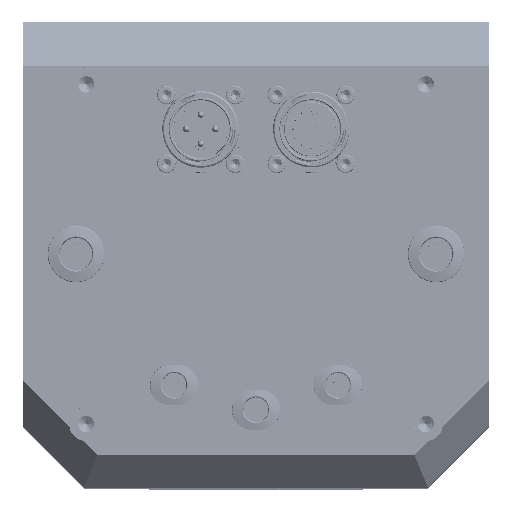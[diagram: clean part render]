
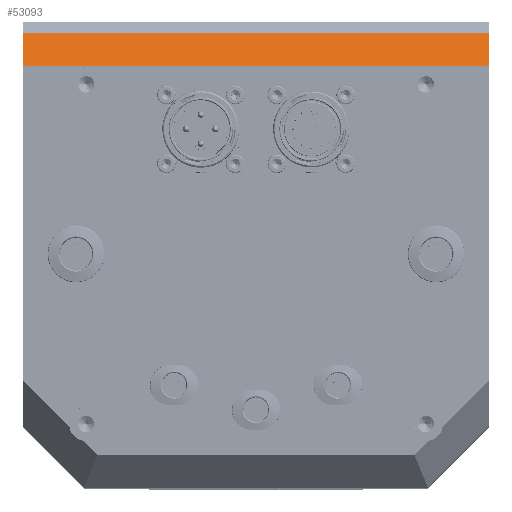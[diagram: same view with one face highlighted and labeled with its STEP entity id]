
A CAD part, top view. The second image highlights one B-rep face of the part: STEP entity #53093.
In plain terms, the highlighted free-form (B-spline) face has degree [1, 1] with [2, 2] control points.
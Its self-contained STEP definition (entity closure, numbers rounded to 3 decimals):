
#50458 = VERTEX_POINT('',#50459);
#50459 = CARTESIAN_POINT('',(79.964,64.532,
    505.034));
#50464 = EDGE_CURVE('',#50458,#50465,#50467,.T.);
#50465 = VERTEX_POINT('',#50466);
#50466 = CARTESIAN_POINT('',(-79.964,64.532,
    505.034));
#50467 = B_SPLINE_CURVE_WITH_KNOTS('',1,(#50468,#50469),.UNSPECIFIED.,
  .F.,.F.,(2,2),(-114.,0.),.PIECEWISE_BEZIER_KNOTS.);
#50468 = CARTESIAN_POINT('',(79.964,64.532,
    505.034));
#50469 = CARTESIAN_POINT('',(-79.964,64.532,
    505.034));
#51526 = VERTEX_POINT('',#51527);
#51527 = CARTESIAN_POINT('',(79.964,75.755,
    493.811));
#51534 = EDGE_CURVE('',#51526,#50458,#51535,.T.);
#51535 = B_SPLINE_CURVE_WITH_KNOTS('',1,(#51536,#51537),.UNSPECIFIED.,
  .F.,.F.,(2,2),(-11.314,0.),
  .PIECEWISE_BEZIER_KNOTS.);
#51536 = CARTESIAN_POINT('',(79.964,75.755,
    493.811));
#51537 = CARTESIAN_POINT('',(79.964,64.532,
    505.034));
#51568 = VERTEX_POINT('',#51569);
#51569 = CARTESIAN_POINT('',(-79.964,75.755,
    493.811));
#51576 = EDGE_CURVE('',#51568,#51526,#51577,.T.);
#51577 = B_SPLINE_CURVE_WITH_KNOTS('',1,(#51578,#51579),.UNSPECIFIED.,
  .F.,.F.,(2,2),(-114.,0.),.PIECEWISE_BEZIER_KNOTS.);
#51578 = CARTESIAN_POINT('',(-79.964,75.755,
    493.811));
#51579 = CARTESIAN_POINT('',(79.964,75.755,
    493.811));
#51596 = EDGE_CURVE('',#50465,#51568,#51597,.T.);
#51597 = B_SPLINE_CURVE_WITH_KNOTS('',1,(#51598,#51599),.UNSPECIFIED.,
  .F.,.F.,(2,2),(0.,11.314),
  .PIECEWISE_BEZIER_KNOTS.);
#51598 = CARTESIAN_POINT('',(-79.964,64.532,
    505.034));
#51599 = CARTESIAN_POINT('',(-79.964,75.755,
    493.811));
#53093 = ADVANCED_FACE('',(#53094),#53100,.T.);
#53094 = FACE_BOUND('',#53095,.T.);
#53095 = EDGE_LOOP('',(#53096,#53097,#53098,#53099));
#53096 = ORIENTED_EDGE('',*,*,#51534,.F.);
#53097 = ORIENTED_EDGE('',*,*,#51576,.F.);
#53098 = ORIENTED_EDGE('',*,*,#51596,.F.);
#53099 = ORIENTED_EDGE('',*,*,#50464,.F.);
#53100 = B_SPLINE_SURFACE_WITH_KNOTS('',1,1,(
    (#53101,#53102)
    ,(#53103,#53104
    )),.UNSPECIFIED.,.F.,.F.,.F.,(2,2),(2,2),(-57.,57.),(0.,
    11.314),.PIECEWISE_BEZIER_KNOTS.);
#53101 = CARTESIAN_POINT('',(-79.964,64.532,
    505.034));
#53102 = CARTESIAN_POINT('',(-79.964,75.755,
    493.811));
#53103 = CARTESIAN_POINT('',(79.964,64.532,
    505.034));
#53104 = CARTESIAN_POINT('',(79.964,75.755,
    493.811));
